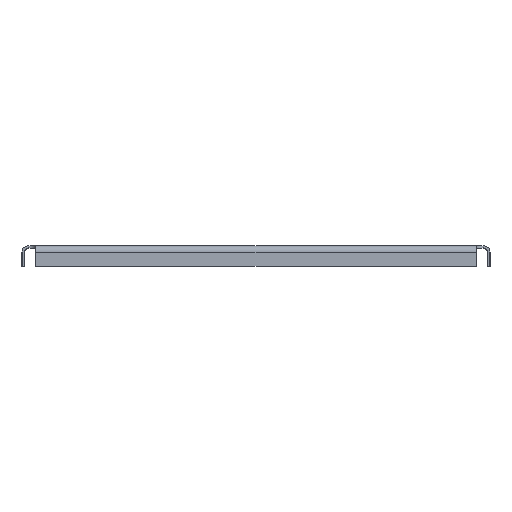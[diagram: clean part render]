
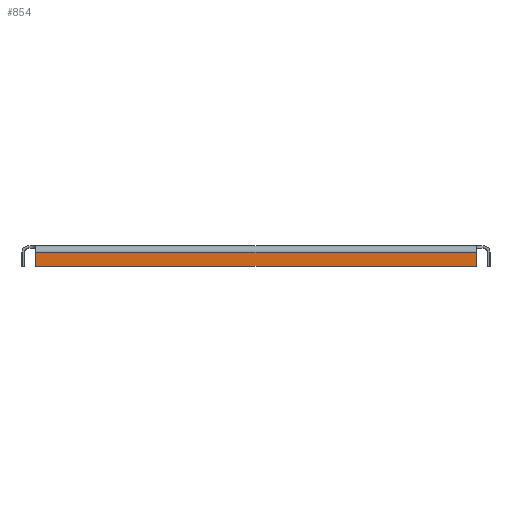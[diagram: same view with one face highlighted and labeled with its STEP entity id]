
A CAD part, front view. The second image highlights one B-rep face of the part: STEP entity #854.
In plain terms, the highlighted planar face has unit normal (0, -1, 0).
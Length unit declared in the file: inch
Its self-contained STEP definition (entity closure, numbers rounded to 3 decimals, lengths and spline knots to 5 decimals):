
#61 = VECTOR ( 'NONE', #379, 39.37008 ) ;
#68 = CARTESIAN_POINT ( 'NONE',  ( -4.50518, -36.20585, -27.14818 ) ) ;
#110 = PLANE ( 'NONE',  #709 ) ;
#129 = CARTESIAN_POINT ( 'NONE',  ( -4.50518, -36.20585, -27.66818 ) ) ;
#153 = ORIENTED_EDGE ( 'NONE', *, *, #319, .T. ) ;
#168 = CARTESIAN_POINT ( 'NONE',  ( -20.50518, -36.20585, -27.66818 ) ) ;
#172 = LINE ( 'NONE', #129, #719 ) ;
#244 = VECTOR ( 'NONE', #1472, 39.37008 ) ;
#279 = DIRECTION ( 'NONE',  ( 0., 0., 1. ) ) ;
#319 = EDGE_CURVE ( 'NONE', #1051, #400, #594, .T. ) ;
#353 = CARTESIAN_POINT ( 'NONE',  ( -21.00518, -36.20585, -27.66818 ) ) ;
#379 = DIRECTION ( 'NONE',  ( 1., 0., 0. ) ) ;
#400 = VERTEX_POINT ( 'NONE', #583 ) ;
#449 = LINE ( 'NONE', #353, #61 ) ;
#461 = CARTESIAN_POINT ( 'NONE',  ( -21.00518, -36.20585, -27.14818 ) ) ;
#463 = DIRECTION ( 'NONE',  ( 0., -1., 0. ) ) ;
#482 = DIRECTION ( 'NONE',  ( 0., 0., 1. ) ) ;
#484 = EDGE_CURVE ( 'NONE', #915, #1209, #449, .T. ) ;
#519 = FACE_OUTER_BOUND ( 'NONE', #1400, .T. ) ;
#559 = EDGE_CURVE ( 'NONE', #915, #400, #606, .T. ) ;
#579 = VECTOR ( 'NONE', #279, 39.37008 ) ;
#583 = CARTESIAN_POINT ( 'NONE',  ( -20.50518, -36.20585, -27.14818 ) ) ;
#594 = LINE ( 'NONE', #461, #244 ) ;
#606 = LINE ( 'NONE', #168, #579 ) ;
#654 = ORIENTED_EDGE ( 'NONE', *, *, #484, .T. ) ;
#709 = AXIS2_PLACEMENT_3D ( 'NONE', #1470, #463, #1245 ) ;
#719 = VECTOR ( 'NONE', #482, 39.37008 ) ;
#742 = ORIENTED_EDGE ( 'NONE', *, *, #1337, .T. ) ;
#854 = ADVANCED_FACE ( 'NONE', ( #519 ), #110, .T. ) ;
#861 = ORIENTED_EDGE ( 'NONE', *, *, #559, .F. ) ;
#915 = VERTEX_POINT ( 'NONE', #1138 ) ;
#1051 = VERTEX_POINT ( 'NONE', #68 ) ;
#1127 = CARTESIAN_POINT ( 'NONE',  ( -4.50518, -36.20585, -27.66818 ) ) ;
#1138 = CARTESIAN_POINT ( 'NONE',  ( -20.50518, -36.20585, -27.66818 ) ) ;
#1209 = VERTEX_POINT ( 'NONE', #1127 ) ;
#1245 = DIRECTION ( 'NONE',  ( 0., 0., -1. ) ) ;
#1337 = EDGE_CURVE ( 'NONE', #1209, #1051, #172, .T. ) ;
#1400 = EDGE_LOOP ( 'NONE', ( #742, #153, #861, #654 ) ) ;
#1470 = CARTESIAN_POINT ( 'NONE',  ( -21.00518, -36.20585, -27.66818 ) ) ;
#1472 = DIRECTION ( 'NONE',  ( -1., 0., 0. ) ) ;
